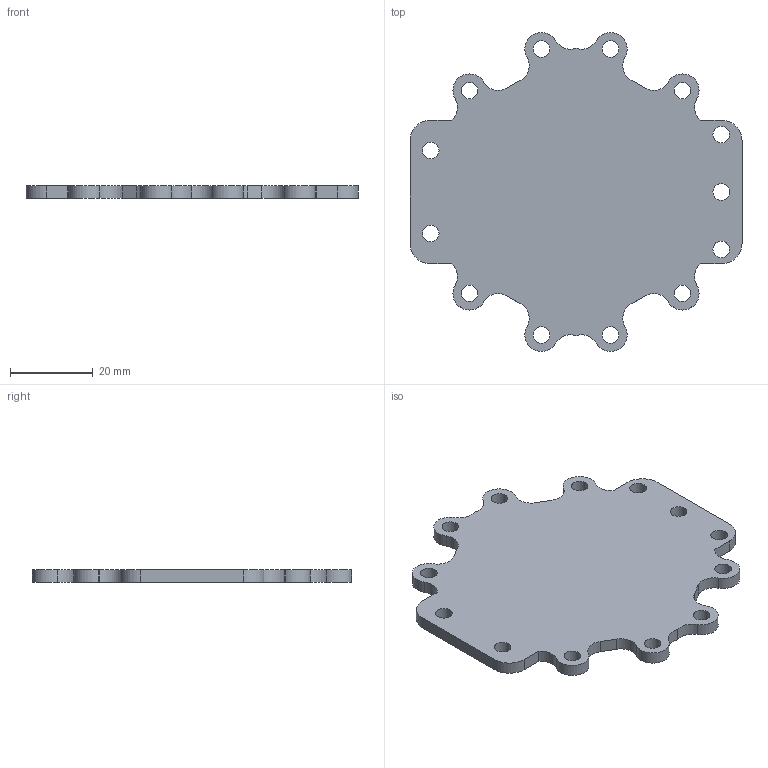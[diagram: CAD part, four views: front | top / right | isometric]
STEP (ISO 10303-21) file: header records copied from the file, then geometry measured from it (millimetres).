
FILE_DESCRIPTION(('STEP AP242'), '1');
FILE_NAME('itemSwitchingBox2', '', ('UNSPECIFIED'), ('UNSPECIFIED'), 'C3D Converter', 'C3D Toolkit', '');
FILE_SCHEMA(('AP242_MANAGED_MODEL_BASED_3D_ENGINEERING_MIM_LF { 1 0 10303 442 1 1 4 }'));
Length unit declared in the file: millimetre
Bounding box: 80 x 76.89 x 3 mm (x, y, z)
Volume: 12408.1 mm3; surface area: 9700.5 mm2
Topology: 1 solids, 1 shells, 61 faces, 177 edges, 118 vertices
Faces by surface type: cylinder 41, plane 20
Full cylindrical faces by diameter (mm): 4 x13
Entity records: 2075 total; most frequent: DIRECTION 370, CARTESIAN_POINT 344, ORIENTED_EDGE 328, EDGE_CURVE 164, AXIS2_PLACEMENT_3D 144, VERTEX_POINT 118, EDGE_LOOP 100, CIRCLE 82
